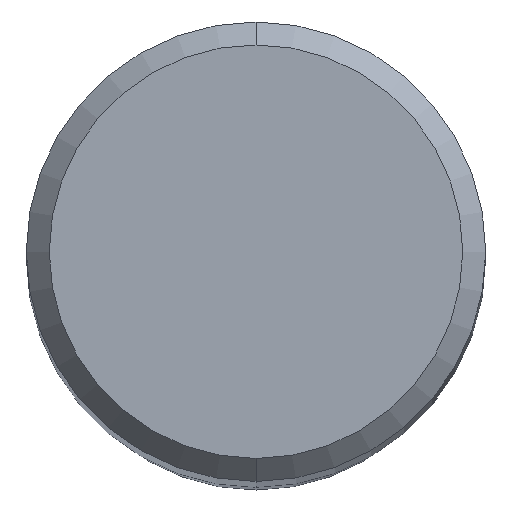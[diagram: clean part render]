
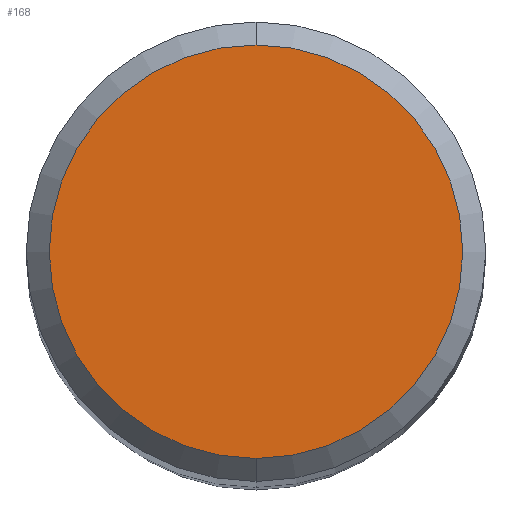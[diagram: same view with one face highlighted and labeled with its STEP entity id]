
A CAD part, top view. The second image highlights one B-rep face of the part: STEP entity #168.
In plain terms, the highlighted planar face has unit normal (0, 0, 1).
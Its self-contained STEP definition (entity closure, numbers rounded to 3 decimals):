
#96=EDGE_CURVE('',#102,#204,#241,.T.);
#102=VERTEX_POINT('',#247);
#168=ADVANCED_FACE('',(#324),#325,.T.);
#202=EDGE_CURVE('',#204,#102,#360,.T.);
#204=VERTEX_POINT('',#362);
#241=CIRCLE('',#396,3.6);
#247=CARTESIAN_POINT('',(0.,-3.6,0.0));
#324=FACE_OUTER_BOUND('',#499,.T.);
#325=PLANE('',#500);
#360=CIRCLE('',#549,3.6);
#362=CARTESIAN_POINT('',(0.0,3.6,0.0));
#396=AXIS2_PLACEMENT_3D('',#576,#577,#578);
#499=EDGE_LOOP('',(#684,#685));
#500=AXIS2_PLACEMENT_3D('',#686,#687,#688);
#549=AXIS2_PLACEMENT_3D('',#720,#721,#722);
#576=CARTESIAN_POINT('',(0.0,0.0,0.0));
#577=DIRECTION('',(0.0,0.0,-1.0));
#578=DIRECTION('',(0.0,1.0,0.0));
#684=ORIENTED_EDGE('',*,*,#202,.F.);
#685=ORIENTED_EDGE('',*,*,#96,.F.);
#686=CARTESIAN_POINT('',(0.0,1.8,0.0));
#687=DIRECTION('',(-0.0,0.0,1.0));
#688=DIRECTION('',(0.0,-1.0,0.0));
#720=CARTESIAN_POINT('',(0.0,0.0,0.0));
#721=DIRECTION('',(0.0,0.0,-1.0));
#722=DIRECTION('',(0.0,1.0,0.0));
